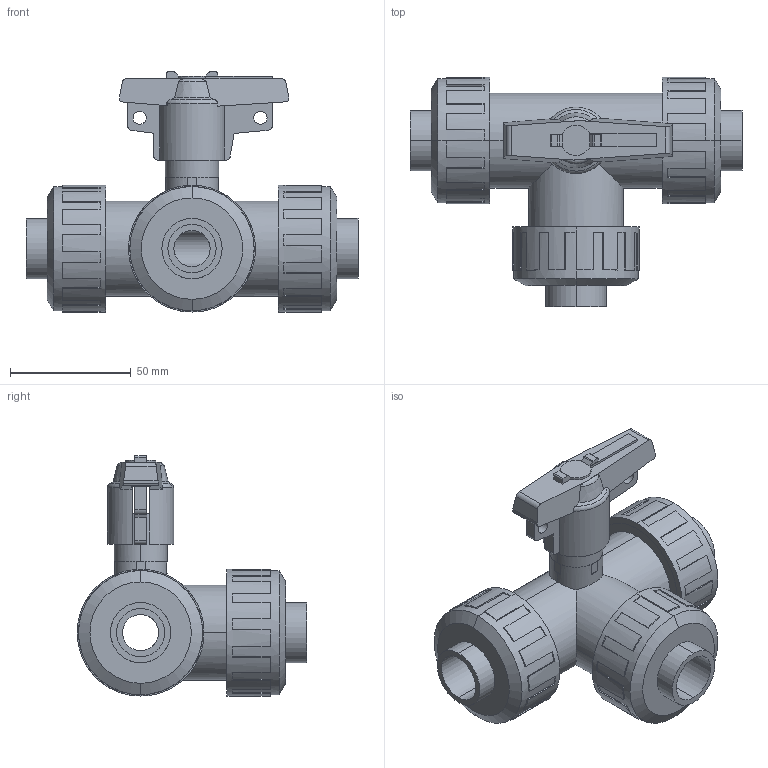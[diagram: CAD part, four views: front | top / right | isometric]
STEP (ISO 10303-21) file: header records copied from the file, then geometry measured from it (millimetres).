
FILE_DESCRIPTION(('STEP AP214'),'1');
FILE_NAME('cctmp_0778B257-28E1-4D59-A1EE-BFB82F8F39ED_2018_11_21_9_19_15_642..stp','2018-11-21T08:19:15',('Praher Valves GmbH'),('CADClick - www.CADClick.com'),'Spatial InterOp 3D',' ','unknown authorization');
FILE_SCHEMA(('AUTOMOTIVE_DESIGN'));
Length unit declared in the file: millimetre
Products named in the file (1): 124771
Bounding box: 137.5 x 95.05 x 99.42 mm (x, y, z)
Volume: 265466.1 mm3; surface area: 78039.1 mm2
Topology: 1 solids, 1 shells, 385 faces, 1060 edges, 699 vertices
Faces by surface type: plane 269, cylinder 90, cone 18, torus 8
Entity records: 15807 total; most frequent: CARTESIAN_POINT 2592, DIRECTION 2172, ORIENTED_EDGE 2120, EDGE_CURVE 1060, AXIS2_PLACEMENT_3D 772, VERTEX_POINT 699, LINE 628, VECTOR 628
